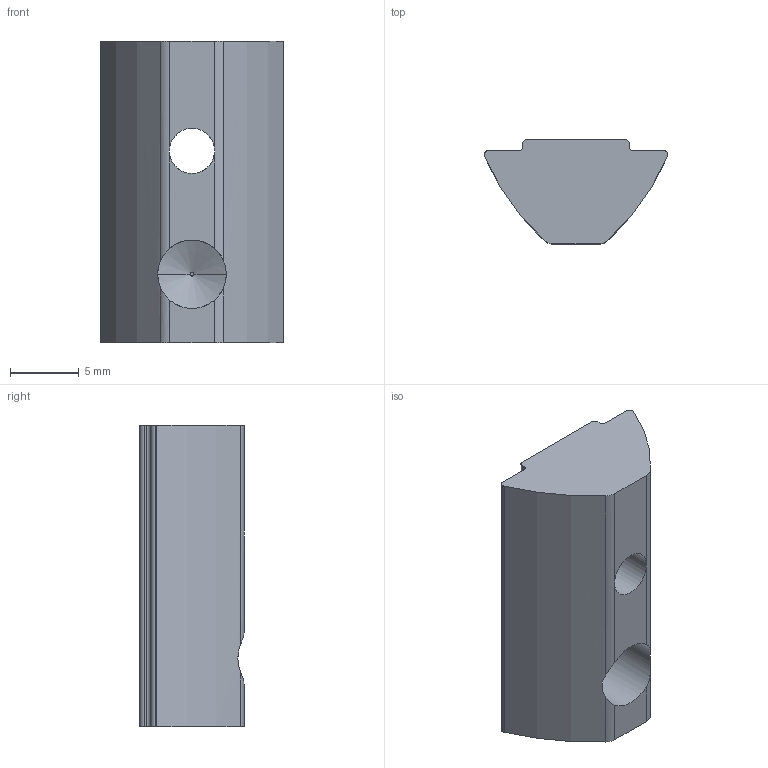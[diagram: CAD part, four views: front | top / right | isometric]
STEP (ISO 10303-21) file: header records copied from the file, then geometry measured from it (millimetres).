
FILE_DESCRIPTION(/* description */ ('Alibre Inc.'),/* implementation_level */ '2;1');
FILE_NAME(/* name */ 'export-2805B002-F111-4CA6-B381-76DA5F77ED7E',/* time_stamp */ '2020-10-06T12:01:47+02:00',/* author */ (''),/* organization */ (''),/* preprocessor_version */ 'ST-DEVELOPER v17',/* originating_system */ 'Alibre',/* authorisation */ '');
FILE_SCHEMA (('AUTOMOTIVE_DESIGN'));
Length unit declared in the file: millimetre
Products named in the file (1): 096336
Bounding box: 13.4 x 7.6 x 22 mm (x, y, z)
Volume: 1393.1 mm3; surface area: 1068.2 mm2
Topology: 1 solids, 1 shells, 29 faces, 82 edges, 54 vertices
Faces by surface type: cylinder 16, plane 11, cone 2
Full cylindrical faces by diameter (mm): 3.3 x1
Entity records: 1063 total; most frequent: CARTESIAN_POINT 301, ORIENTED_EDGE 160, DIRECTION 145, EDGE_CURVE 80, AXIS2_PLACEMENT_3D 59, VERTEX_POINT 53, VECTOR 37, LINE 37
